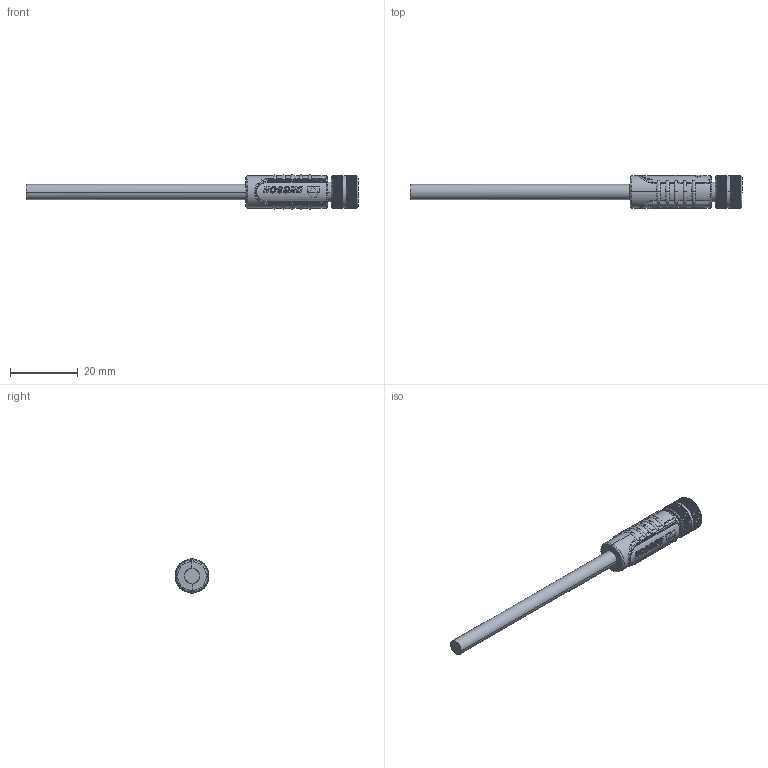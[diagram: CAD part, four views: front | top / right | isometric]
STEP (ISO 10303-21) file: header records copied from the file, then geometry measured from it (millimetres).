
FILE_DESCRIPTION((''),'2;1');
FILE_NAME('PM-M8A-08P-FF-SL7XXX-00AH','2020-04-27T',('Administrator'),(''),'CREO PARAMETRIC BY PTC INC, 2014350','CREO PARAMETRIC BY PTC INC, 2014350','');
FILE_SCHEMA(('CONFIG_CONTROL_DESIGN'));
Products named in the file (1): PM-M8A-08P-FF-SL7XXX-00AH
Bounding box: 98.3 x 10 x 10.1 mm (x, y, z)
Volume: 3260.5 mm3; surface area: 3038.3 mm2
Topology: 1 solids, 9 shells, 1454 faces, 3972 edges, 2554 vertices
Faces by surface type: plane 994, cylinder 264, cone 130, bspline 54, torus 12
Entity records: 55211 total; most frequent: CARTESIAN_POINT 22317, ORIENTED_EDGE 7944, DIRECTION 5240, EDGE_CURVE 3972, VERTEX_POINT 2554, B_SPLINE_CURVE_WITH_KNOTS 2104, AXIS2_PLACEMENT_3D 1972, EDGE_LOOP 1490
